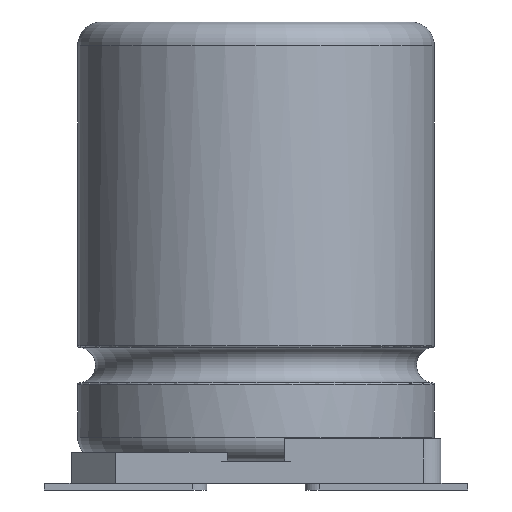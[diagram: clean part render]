
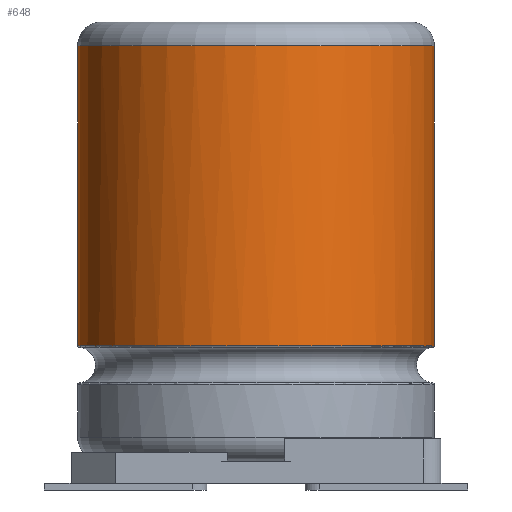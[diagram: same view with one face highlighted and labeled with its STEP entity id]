
A CAD part, front view. The second image highlights one B-rep face of the part: STEP entity #648.
In plain terms, the highlighted cylindrical face has radius 4 mm (diameter 8 mm), a full revolution.
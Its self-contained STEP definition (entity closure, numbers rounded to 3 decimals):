
#12=B_SPLINE_CURVE_WITH_KNOTS('',3,(#1108,#1109,#1110,#1111,#1112,#1113,
#1114,#1115,#1116,#1117,#1118),.UNSPECIFIED.,.T.,.F.,(1,1,1,1,1,1,1,1,1,
1,1,1,1,1,1),(-0.375,-0.25,-0.125,
0.,0.125,0.25,0.375,
0.5,0.625,0.75,0.875,
1.,1.125,1.25,1.375),.UNSPECIFIED.);
#16=CYLINDRICAL_SURFACE('',#814,4.);
#222=ORIENTED_EDGE('',*,*,#360,.T.);
#223=ORIENTED_EDGE('',*,*,#381,.F.);
#360=EDGE_CURVE('',#448,#448,#502,.T.);
#381=EDGE_CURVE('',#461,#461,#12,.F.);
#448=VERTEX_POINT('',#1066);
#461=VERTEX_POINT('',#1119);
#502=CIRCLE('',#803,4.);
#534=EDGE_LOOP('',(#222));
#535=EDGE_LOOP('',(#223));
#580=FACE_BOUND('',#534,.T.);
#581=FACE_BOUND('',#535,.T.);
#648=ADVANCED_FACE('',(#580,#581),#16,.T.);
#803=AXIS2_PLACEMENT_3D('',#1065,#878,#879);
#814=AXIS2_PLACEMENT_3D('',#1107,#918,#919);
#878=DIRECTION('',(0.,0.,-1.));
#879=DIRECTION('',(1.,0.,0.));
#918=DIRECTION('',(0.,0.,1.));
#919=DIRECTION('',(-1.,0.,0.));
#1065=CARTESIAN_POINT('',(125.6,-112.8,11.617));
#1066=CARTESIAN_POINT('',(129.6,-112.8,11.617));
#1107=CARTESIAN_POINT('',(125.6,-112.8,2.3));
#1108=CARTESIAN_POINT('',(122.466,-109.666,4.888));
#1109=CARTESIAN_POINT('',(121.167,-112.8,4.888));
#1110=CARTESIAN_POINT('',(122.466,-115.934,4.888));
#1111=CARTESIAN_POINT('',(125.6,-117.233,4.888));
#1112=CARTESIAN_POINT('',(128.734,-115.934,4.888));
#1113=CARTESIAN_POINT('',(130.033,-112.8,4.888));
#1114=CARTESIAN_POINT('',(128.734,-109.666,4.888));
#1115=CARTESIAN_POINT('',(125.6,-108.367,4.888));
#1116=CARTESIAN_POINT('',(122.466,-109.666,4.888));
#1117=CARTESIAN_POINT('',(121.167,-112.8,4.888));
#1118=CARTESIAN_POINT('',(122.466,-115.934,4.888));
#1119=CARTESIAN_POINT('',(121.6,-112.8,4.888));
